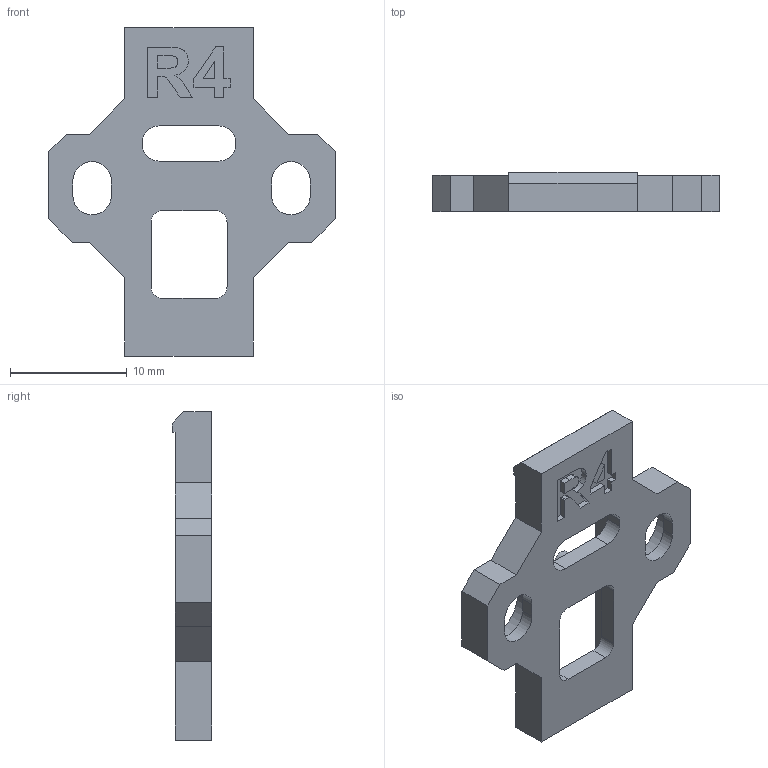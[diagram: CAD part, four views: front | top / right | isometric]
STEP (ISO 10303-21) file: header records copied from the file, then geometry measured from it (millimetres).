
FILE_DESCRIPTION(/* description */ (''),/* implementation_level */ '2;1');
FILE_NAME(/* name */ 'SL1-IR_HOLDER_SHEET.step',/* time_stamp */ '2019-08-13T13:00:59+02:00',/* author */ (''),/* organization */ (''),/* preprocessor_version */ 'ST-DEVELOPER v18',/* originating_system */ 'Autodesk Translation Framework v8.2.0.1029',/* authorisation */ '');
FILE_SCHEMA (('AUTOMOTIVE_DESIGN { 1 0 10303 214 3 1 1 }'));
Length unit declared in the file: millimetre
Products named in the file (1): IR_HOLDER_SET
Bounding box: 24.5 x 3.35 x 28.07 mm (x, y, z)
Volume: 812.8 mm3; surface area: 1304.6 mm2
Topology: 1 solids, 1 shells, 119 faces, 330 edges, 220 vertices
Faces by surface type: plane 84, cylinder 19, bspline 16
Full cylindrical faces by diameter (mm): 1.8 x1
Entity records: 3971 total; most frequent: CARTESIAN_POINT 942, ORIENTED_EDGE 660, DIRECTION 544, EDGE_CURVE 330, LINE 260, VECTOR 260, VERTEX_POINT 220, AXIS2_PLACEMENT_3D 142
